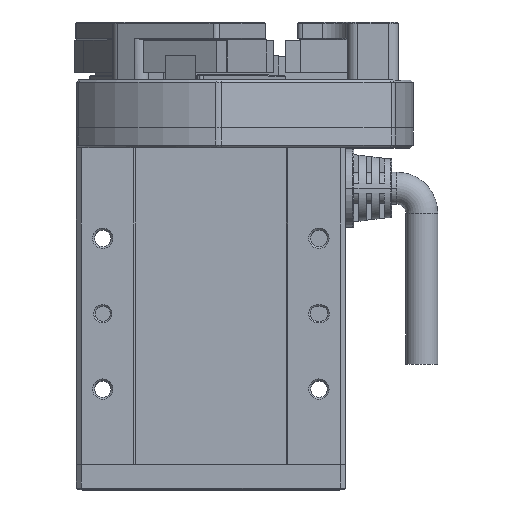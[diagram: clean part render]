
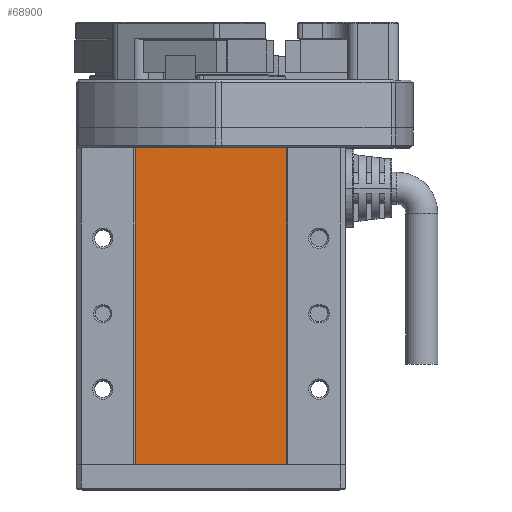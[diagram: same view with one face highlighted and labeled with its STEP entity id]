
A CAD part, top view. The second image highlights one B-rep face of the part: STEP entity #68900.
In plain terms, the highlighted planar face has unit normal (0, 0, 1).
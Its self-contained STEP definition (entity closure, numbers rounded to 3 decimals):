
#1454 = ORIENTED_EDGE ( 'NONE', *, *, #63050, .T. ) ;
#2570 = CARTESIAN_POINT ( 'NONE',  ( -16., -35.199, 81.7 ) ) ;
#6063 = CARTESIAN_POINT ( 'NONE',  ( -16., 27.801, 81.7 ) ) ;
#6626 = ORIENTED_EDGE ( 'NONE', *, *, #36266, .T. ) ;
#13606 = LINE ( 'NONE', #34956, #35118 ) ;
#13930 = DIRECTION ( 'NONE',  ( 0., 1., 0. ) ) ;
#23120 = EDGE_CURVE ( 'NONE', #45236, #33003, #54393, .T. ) ;
#24487 = PLANE ( 'NONE',  #57476 ) ;
#30070 = VECTOR ( 'NONE', #60020, 1000. ) ;
#32103 = VERTEX_POINT ( 'NONE', #55087 ) ;
#33003 = VERTEX_POINT ( 'NONE', #34895 ) ;
#34895 = CARTESIAN_POINT ( 'NONE',  ( -16., 27.801, 81.7 ) ) ;
#34956 = CARTESIAN_POINT ( 'NONE',  ( -16., -35.199, 81.7 ) ) ;
#35118 = VECTOR ( 'NONE', #39566, 1000. ) ;
#36021 = DIRECTION ( 'NONE',  ( 0., 0., -1. ) ) ;
#36266 = EDGE_CURVE ( 'NONE', #51701, #32103, #62871, .T. ) ;
#36354 = ORIENTED_EDGE ( 'NONE', *, *, #57681, .T. ) ;
#39237 = CARTESIAN_POINT ( 'NONE',  ( -1., -35.199, 81.7 ) ) ;
#39566 = DIRECTION ( 'NONE',  ( 0., -1., 0. ) ) ;
#39803 = CARTESIAN_POINT ( 'NONE',  ( 14., 27.801, 81.7 ) ) ;
#44093 = CARTESIAN_POINT ( 'NONE',  ( -16., -35.199, 81.7 ) ) ;
#45236 = VERTEX_POINT ( 'NONE', #39803 ) ;
#45576 = FACE_OUTER_BOUND ( 'NONE', #55294, .T. ) ;
#46246 = CARTESIAN_POINT ( 'NONE',  ( 14., -35.199, 81.7 ) ) ;
#46618 = DIRECTION ( 'NONE',  ( 1., 0., 0. ) ) ;
#47336 = ORIENTED_EDGE ( 'NONE', *, *, #23120, .T. ) ;
#51378 = VECTOR ( 'NONE', #46618, 1000. ) ;
#51701 = VERTEX_POINT ( 'NONE', #44093 ) ;
#54393 = LINE ( 'NONE', #6063, #30070 ) ;
#55087 = CARTESIAN_POINT ( 'NONE',  ( 14., -35.199, 81.7 ) ) ;
#55294 = EDGE_LOOP ( 'NONE', ( #36354, #47336, #1454, #6626 ) ) ;
#56533 = LINE ( 'NONE', #46246, #67129 ) ;
#57476 = AXIS2_PLACEMENT_3D ( 'NONE', #39237, #36021, #62877 ) ;
#57681 = EDGE_CURVE ( 'NONE', #32103, #45236, #56533, .T. ) ;
#60020 = DIRECTION ( 'NONE',  ( -1., 0., 0. ) ) ;
#62871 = LINE ( 'NONE', #2570, #51378 ) ;
#62877 = DIRECTION ( 'NONE',  ( -1., 0., 0. ) ) ;
#63050 = EDGE_CURVE ( 'NONE', #33003, #51701, #13606, .T. ) ;
#67129 = VECTOR ( 'NONE', #13930, 1000. ) ;
#68900 = ADVANCED_FACE ( 'NONE', ( #45576 ), #24487, .F. ) ;
